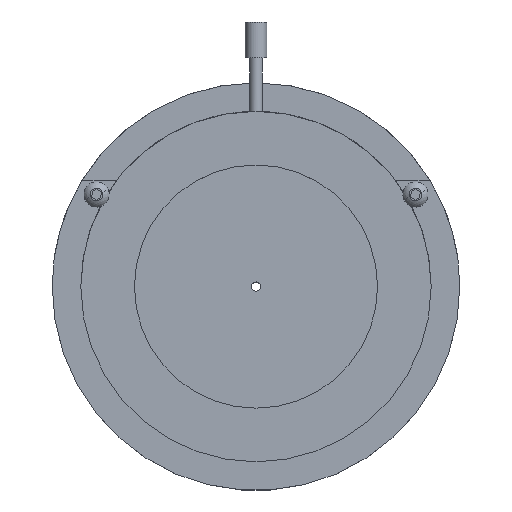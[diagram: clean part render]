
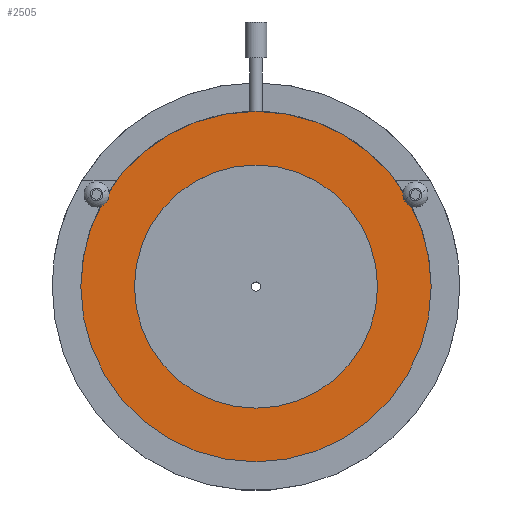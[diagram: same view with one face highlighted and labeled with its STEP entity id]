
A CAD part, top view. The second image highlights one B-rep face of the part: STEP entity #2505.
In plain terms, the highlighted planar face has unit normal (0, 0, 1).
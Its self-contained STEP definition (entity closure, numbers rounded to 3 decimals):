
#41 = ORIENTED_EDGE ( 'NONE', *, *, #2081, .T. ) ;
#52 = CIRCLE ( 'NONE', #291, 24.5 ) ;
#58 = CIRCLE ( 'NONE', #1239, 17. ) ;
#254 = AXIS2_PLACEMENT_3D ( 'NONE', #432, #2034, #664 ) ;
#291 = AXIS2_PLACEMENT_3D ( 'NONE', #455, #2056, #683 ) ;
#416 = CARTESIAN_POINT ( 'NONE',  ( 0., 0., 7.5 ) ) ;
#432 = CARTESIAN_POINT ( 'NONE',  ( 0., 0., 7.5 ) ) ;
#455 = CARTESIAN_POINT ( 'NONE',  ( 0., 0., 7.5 ) ) ;
#579 = ORIENTED_EDGE ( 'NONE', *, *, #1471, .F. ) ;
#595 = CARTESIAN_POINT ( 'NONE',  ( 17., 0., 7.5 ) ) ;
#604 = CIRCLE ( 'NONE', #2257, 17. ) ;
#640 = DIRECTION ( 'NONE',  ( 1., 0., 0. ) ) ;
#664 = DIRECTION ( 'NONE',  ( 1., 0., 0. ) ) ;
#683 = DIRECTION ( 'NONE',  ( 1., 0., 0. ) ) ;
#697 = ORIENTED_EDGE ( 'NONE', *, *, #901, .F. ) ;
#775 = FACE_OUTER_BOUND ( 'NONE', #1569, .T. ) ;
#841 = CARTESIAN_POINT ( 'NONE',  ( 0., 0., 7.5 ) ) ;
#850 = DIRECTION ( 'NONE',  ( 0., 0., 1. ) ) ;
#901 = EDGE_CURVE ( 'NONE', #2363, #2375, #604, .T. ) ;
#1007 = CARTESIAN_POINT ( 'NONE',  ( -24.5, 0., 7.5 ) ) ;
#1055 = CARTESIAN_POINT ( 'NONE',  ( 24.5, 0., 7.5 ) ) ;
#1232 = AXIS2_PLACEMENT_3D ( 'NONE', #416, #2012, #640 ) ;
#1239 = AXIS2_PLACEMENT_3D ( 'NONE', #841, #850, #1757 ) ;
#1461 = DIRECTION ( 'NONE',  ( 0., 0., 1. ) ) ;
#1471 = EDGE_CURVE ( 'NONE', #2375, #2363, #58, .T. ) ;
#1507 = VERTEX_POINT ( 'NONE', #1055 ) ;
#1569 = EDGE_LOOP ( 'NONE', ( #41, #2087 ) ) ;
#1596 = CIRCLE ( 'NONE', #1232, 24.5 ) ;
#1706 = EDGE_LOOP ( 'NONE', ( #579, #697 ) ) ;
#1725 = VERTEX_POINT ( 'NONE', #1007 ) ;
#1746 = CARTESIAN_POINT ( 'NONE',  ( 0., 0., 7.5 ) ) ;
#1757 = DIRECTION ( 'NONE',  ( 1., 0., 0. ) ) ;
#1919 = FACE_BOUND ( 'NONE', #1706, .T. ) ;
#1959 = CARTESIAN_POINT ( 'NONE',  ( -17., 0., 7.5 ) ) ;
#2012 = DIRECTION ( 'NONE',  ( 0., 0., 1. ) ) ;
#2024 = PLANE ( 'NONE',  #254 ) ;
#2034 = DIRECTION ( 'NONE',  ( 0., 0., 1. ) ) ;
#2056 = DIRECTION ( 'NONE',  ( 0., 0., 1. ) ) ;
#2081 = EDGE_CURVE ( 'NONE', #1725, #1507, #52, .T. ) ;
#2087 = ORIENTED_EDGE ( 'NONE', *, *, #2486, .T. ) ;
#2257 = AXIS2_PLACEMENT_3D ( 'NONE', #1746, #1461, #2667 ) ;
#2363 = VERTEX_POINT ( 'NONE', #1959 ) ;
#2375 = VERTEX_POINT ( 'NONE', #595 ) ;
#2486 = EDGE_CURVE ( 'NONE', #1507, #1725, #1596, .T. ) ;
#2505 = ADVANCED_FACE ( 'NONE', ( #1919, #775 ), #2024, .T. ) ;
#2667 = DIRECTION ( 'NONE',  ( 1., 0., 0. ) ) ;
